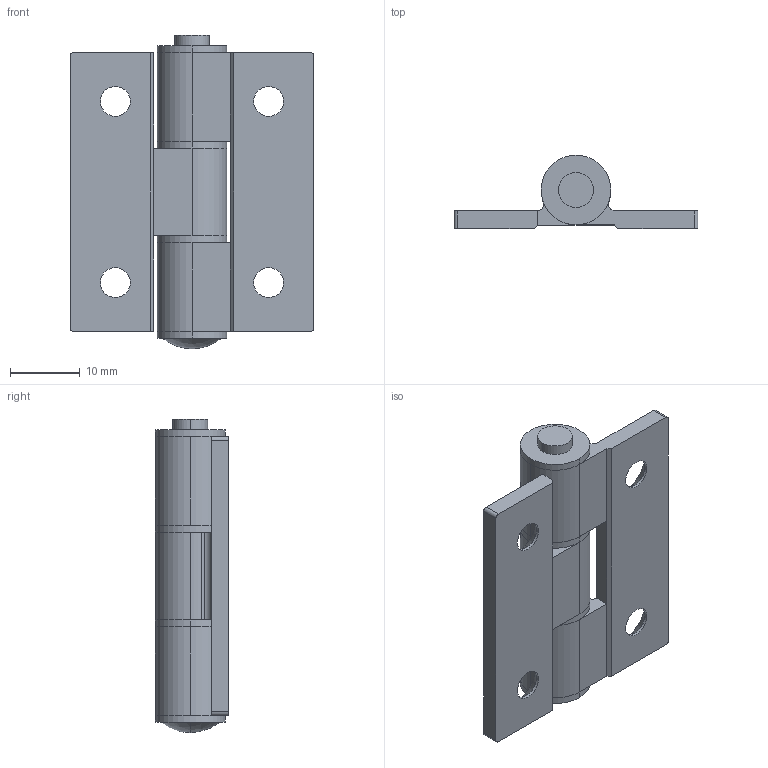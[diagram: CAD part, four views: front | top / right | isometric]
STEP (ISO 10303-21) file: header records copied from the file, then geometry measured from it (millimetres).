
FILE_DESCRIPTION (( 'STEP AP203' ), '1' );
FILE_NAME ('sone3D.STEP', '2013-10-10T05:33:46', ( '' ), ( '' ), 'SwSTEP 2.0', 'SolidWorks 2012', '' );
FILE_SCHEMA (( 'CONFIG_CONTROL_DESIGN' ));
Length unit declared in the file: millimetre
Products named in the file (6): B-78-Bワッシャー_; sone3D; B-78-B羽根__B-78-B-11羽根A_; B-78-B僺儞__B-78-B-11_; B-78-B羽根__B-78-B-11羽根B_; B-78-B僽僢僔儏__B-78-B-11_
Assembly tree (7 placements, depth 2):
  sone3D
    B-78-B羽根__B-78-B-11羽根A_
    B-78-B羽根__B-78-B-11羽根B_
    B-78-B僺儞__B-78-B-11_
    B-78-B僽僢僔儏__B-78-B-11_  x3
    B-78-Bワッシャー_
Bounding box: 35 x 10.5 x 45 mm (x, y, z)
Volume: 5644.5 mm3; surface area: 7474.9 mm2
Topology: 7 solids, 7 shells, 101 faces, 238 edges, 155 vertices
Faces by surface type: cylinder 56, plane 35, cone 8, sphere 2
Entity records: 3204 total; most frequent: DIRECTION 492, CARTESIAN_POINT 426, ORIENTED_EDGE 404, EDGE_CURVE 202, AXIS2_PLACEMENT_3D 197, VERTEX_POINT 131, CIRCLE 104, EDGE_LOOP 103
